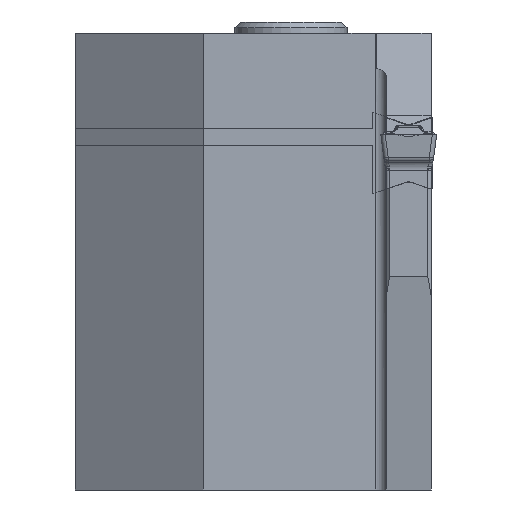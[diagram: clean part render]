
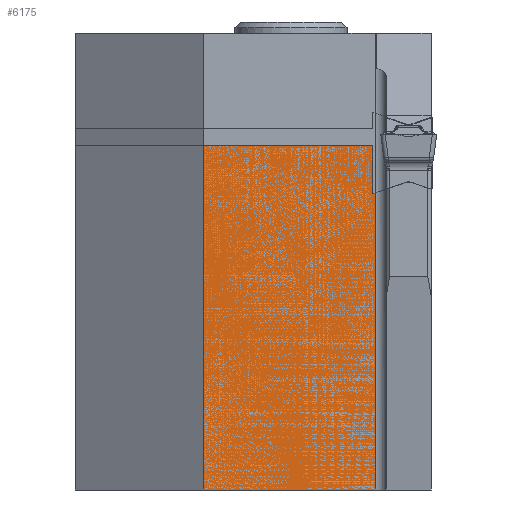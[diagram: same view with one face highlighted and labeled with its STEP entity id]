
A CAD part, left-side view. The second image highlights one B-rep face of the part: STEP entity #6175.
In plain terms, the highlighted planar face has unit normal (-1, 0, 0).
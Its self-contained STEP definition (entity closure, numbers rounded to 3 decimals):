
#4617=FACE_OUTER_BOUND('',#6963,.T.);
#5152=LINE('',#15836,#5570);
#5211=LINE('',#15973,#5629);
#5213=LINE('',#15978,#5631);
#5227=LINE('',#16021,#5645);
#5235=LINE('',#16047,#5653);
#5238=LINE('',#16052,#5656);
#5570=VECTOR('',#13762,1.);
#5629=VECTOR('',#13875,1.);
#5631=VECTOR('',#13881,1.);
#5645=VECTOR('',#13923,1.);
#5653=VECTOR('',#13951,1.);
#5656=VECTOR('',#13958,1.);
#6022=PLANE('',#12972);
#6175=ADVANCED_FACE('',(#4617),#6022,.F.);
#6963=EDGE_LOOP('',(#7724,#7725,#7726,#7727,#7728,#7729));
#7724=ORIENTED_EDGE('',*,*,#11175,.F.);
#7725=ORIENTED_EDGE('',*,*,#11283,.F.);
#7726=ORIENTED_EDGE('',*,*,#11245,.F.);
#7727=ORIENTED_EDGE('',*,*,#11242,.T.);
#7728=ORIENTED_EDGE('',*,*,#11267,.T.);
#7729=ORIENTED_EDGE('',*,*,#11280,.T.);
#10335=VERTEX_POINT('',#15835);
#10336=VERTEX_POINT('',#15837);
#10386=VERTEX_POINT('',#15972);
#10387=VERTEX_POINT('',#15974);
#10388=VERTEX_POINT('',#15979);
#10402=VERTEX_POINT('',#16020);
#11175=EDGE_CURVE('',#10335,#10336,#5152,.T.);
#11242=EDGE_CURVE('',#10387,#10386,#5211,.T.);
#11245=EDGE_CURVE('',#10387,#10388,#5213,.T.);
#11267=EDGE_CURVE('',#10386,#10402,#5227,.T.);
#11280=EDGE_CURVE('',#10402,#10336,#5235,.T.);
#11283=EDGE_CURVE('',#10388,#10335,#5238,.T.);
#12972=AXIS2_PLACEMENT_3D('',#16053,#13959,#13960);
#13762=DIRECTION('',(0.,-1.,0.));
#13875=DIRECTION('',(0.,0.,1.));
#13881=DIRECTION('',(0.,1.,0.));
#13923=DIRECTION('',(0.,0.946,-0.326));
#13951=DIRECTION('',(0.,0.,1.));
#13958=DIRECTION('',(0.,0.,1.));
#13959=DIRECTION('',(1.,0.,0.));
#13960=DIRECTION('',(0.,1.,0.));
#15835=CARTESIAN_POINT('',(14.,18.325,-1.));
#15836=CARTESIAN_POINT('',(14.,2.,-1.));
#15837=CARTESIAN_POINT('',(14.,3.2,-1.));
#15972=CARTESIAN_POINT('',(14.,3.,-5.261));
#15973=CARTESIAN_POINT('',(14.,3.,9.));
#15974=CARTESIAN_POINT('',(14.,3.,-31.75));
#15978=CARTESIAN_POINT('',(14.,2.,-31.75));
#15979=CARTESIAN_POINT('',(14.,18.325,-31.75));
#16020=CARTESIAN_POINT('',(14.,3.2,-5.33));
#16021=CARTESIAN_POINT('',(14.,10.26,-7.761));
#16047=CARTESIAN_POINT('',(14.,3.2,-31.75));
#16052=CARTESIAN_POINT('',(14.,18.325,-31.75));
#16053=CARTESIAN_POINT('',(14.,2.,-31.75));
